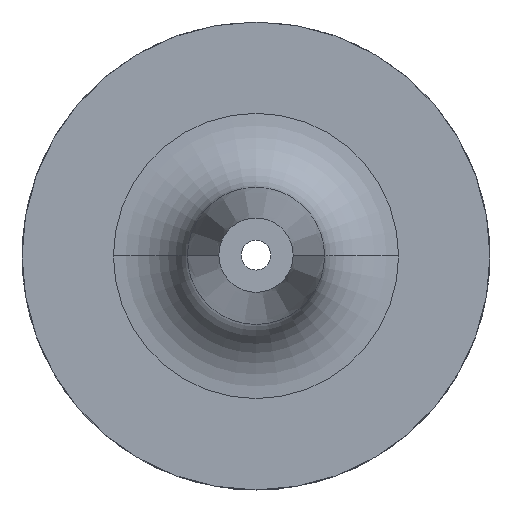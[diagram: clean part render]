
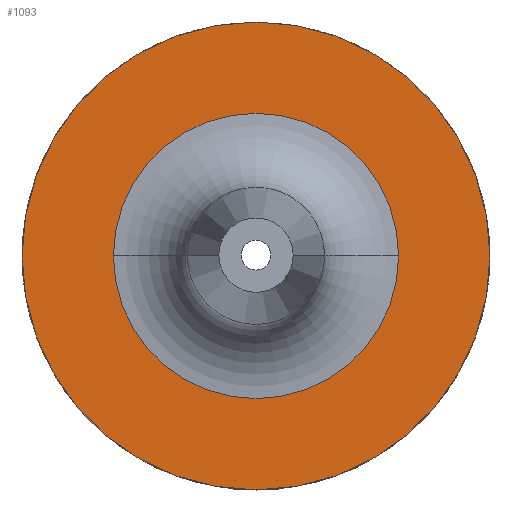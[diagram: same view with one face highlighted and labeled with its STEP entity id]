
A CAD part, top view. The second image highlights one B-rep face of the part: STEP entity #1093.
In plain terms, the highlighted planar face has unit normal (0, 0, 1).
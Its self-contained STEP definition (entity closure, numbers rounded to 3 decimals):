
#54 = EDGE_CURVE ( 'NONE', #817, #146, #1560, .T. ) ;
#126 = CARTESIAN_POINT ( 'NONE',  ( 0., 0., 27. ) ) ;
#146 = VERTEX_POINT ( 'NONE', #467 ) ;
#172 = DIRECTION ( 'NONE',  ( -1., 0., 0. ) ) ;
#280 = VERTEX_POINT ( 'NONE', #1185 ) ;
#297 = DIRECTION ( 'NONE',  ( 0., 0., -1. ) ) ;
#305 = EDGE_CURVE ( 'NONE', #146, #817, #962, .T. ) ;
#307 = EDGE_CURVE ( 'NONE', #280, #342, #1285, .T. ) ;
#333 = AXIS2_PLACEMENT_3D ( 'NONE', #442, #665, #755 ) ;
#342 = VERTEX_POINT ( 'NONE', #779 ) ;
#368 = CARTESIAN_POINT ( 'NONE',  ( 0., 0., 27. ) ) ;
#442 = CARTESIAN_POINT ( 'NONE',  ( 0., 0., 27. ) ) ;
#467 = CARTESIAN_POINT ( 'NONE',  ( 31.5, 0., 27. ) ) ;
#493 = ORIENTED_EDGE ( 'NONE', *, *, #305, .F. ) ;
#496 = DIRECTION ( 'NONE',  ( 0., 0., -1. ) ) ;
#569 = PLANE ( 'NONE',  #333 ) ;
#631 = EDGE_LOOP ( 'NONE', ( #1228, #692 ) ) ;
#649 = AXIS2_PLACEMENT_3D ( 'NONE', #793, #1537, #666 ) ;
#665 = DIRECTION ( 'NONE',  ( 0., 0., -1. ) ) ;
#666 = DIRECTION ( 'NONE',  ( -1., 0., 0. ) ) ;
#692 = ORIENTED_EDGE ( 'NONE', *, *, #307, .T. ) ;
#734 = AXIS2_PLACEMENT_3D ( 'NONE', #1175, #297, #172 ) ;
#755 = DIRECTION ( 'NONE',  ( -1., 0., 0. ) ) ;
#768 = CARTESIAN_POINT ( 'NONE',  ( -31.5, 0., 27. ) ) ;
#779 = CARTESIAN_POINT ( 'NONE',  ( -19.202, 0., 27. ) ) ;
#793 = CARTESIAN_POINT ( 'NONE',  ( 0., 0., 27. ) ) ;
#817 = VERTEX_POINT ( 'NONE', #768 ) ;
#834 = CIRCLE ( 'NONE', #1540, 19.202 ) ;
#909 = EDGE_CURVE ( 'NONE', #342, #280, #834, .T. ) ;
#929 = ORIENTED_EDGE ( 'NONE', *, *, #54, .F. ) ;
#944 = AXIS2_PLACEMENT_3D ( 'NONE', #368, #496, #1363 ) ;
#962 = CIRCLE ( 'NONE', #734, 31.5 ) ;
#1017 = DIRECTION ( 'NONE',  ( -1., 0., 0. ) ) ;
#1093 = ADVANCED_FACE ( 'NONE', ( #1508, #1194 ), #569, .F. ) ;
#1175 = CARTESIAN_POINT ( 'NONE',  ( 0., 0., 27. ) ) ;
#1185 = CARTESIAN_POINT ( 'NONE',  ( 19.202, 0., 27. ) ) ;
#1194 = FACE_OUTER_BOUND ( 'NONE', #1358, .T. ) ;
#1228 = ORIENTED_EDGE ( 'NONE', *, *, #909, .T. ) ;
#1285 = CIRCLE ( 'NONE', #649, 19.202 ) ;
#1358 = EDGE_LOOP ( 'NONE', ( #929, #493 ) ) ;
#1363 = DIRECTION ( 'NONE',  ( -1., 0., 0. ) ) ;
#1494 = DIRECTION ( 'NONE',  ( 0., 0., -1. ) ) ;
#1508 = FACE_BOUND ( 'NONE', #631, .T. ) ;
#1537 = DIRECTION ( 'NONE',  ( 0., 0., -1. ) ) ;
#1540 = AXIS2_PLACEMENT_3D ( 'NONE', #126, #1494, #1017 ) ;
#1560 = CIRCLE ( 'NONE', #944, 31.5 ) ;
